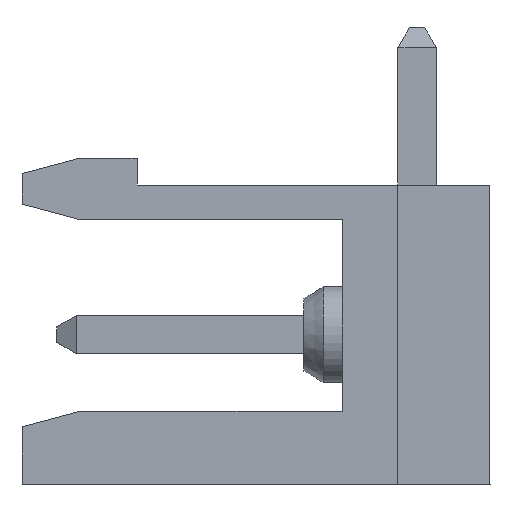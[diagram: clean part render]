
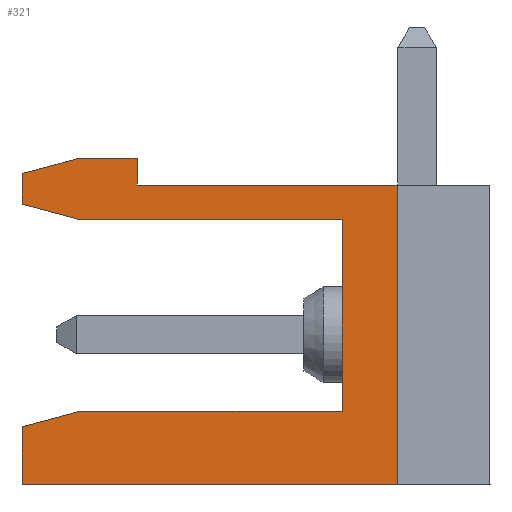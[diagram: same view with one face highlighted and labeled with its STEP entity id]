
A CAD part, left-side view. The second image highlights one B-rep face of the part: STEP entity #321.
In plain terms, the highlighted planar face has unit normal (-1, 0, 0).
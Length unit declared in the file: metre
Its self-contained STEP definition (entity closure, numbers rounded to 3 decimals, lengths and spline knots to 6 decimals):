
#321=ADVANCED_FACE('',(#728),#729,.F.);
#728=FACE_OUTER_BOUND('',#1226,.T.);
#729=PLANE('',#1227);
#1226=EDGE_LOOP('',(#2115,#2116,#2117,#2118,#2119,#2120,#2121,#2122,#2123,#2124,#2125,#2126,#2127));
#1227=AXIS2_PLACEMENT_3D('',#2128,#2129,#2130);
#2115=ORIENTED_EDGE('',*,*,#3278,.F.);
#2116=ORIENTED_EDGE('',*,*,#3279,.F.);
#2117=ORIENTED_EDGE('',*,*,#3280,.F.);
#2118=ORIENTED_EDGE('',*,*,#3281,.F.);
#2119=ORIENTED_EDGE('',*,*,#3017,.F.);
#2120=ORIENTED_EDGE('',*,*,#3108,.F.);
#2121=ORIENTED_EDGE('',*,*,#3080,.F.);
#2122=ORIENTED_EDGE('',*,*,#3282,.T.);
#2123=ORIENTED_EDGE('',*,*,#2993,.T.);
#2124=ORIENTED_EDGE('',*,*,#3283,.F.);
#2125=ORIENTED_EDGE('',*,*,#3284,.T.);
#2126=ORIENTED_EDGE('',*,*,#3285,.F.);
#2127=ORIENTED_EDGE('',*,*,#3126,.F.);
#2128=CARTESIAN_POINT('',(-0.03466,0.0098,0.000699));
#2129=DIRECTION('',(1.0,0.,0.));
#2130=DIRECTION('',(0.,1.0,0.));
#2993=EDGE_CURVE('',#3588,#3585,#3589,.T.);
#3017=EDGE_CURVE('',#3624,#3627,#3628,.T.);
#3080=EDGE_CURVE('',#3728,#3731,#3732,.T.);
#3108=EDGE_CURVE('',#3731,#3624,#3777,.T.);
#3126=EDGE_CURVE('',#3803,#3806,#3807,.T.);
#3278=EDGE_CURVE('',#4034,#3803,#4035,.T.);
#3279=EDGE_CURVE('',#4036,#4034,#4037,.T.);
#3280=EDGE_CURVE('',#4038,#4036,#4039,.T.);
#3281=EDGE_CURVE('',#3627,#4038,#4040,.T.);
#3282=EDGE_CURVE('',#3728,#3588,#4041,.T.);
#3283=EDGE_CURVE('',#4042,#3585,#4043,.T.);
#3284=EDGE_CURVE('',#4042,#4044,#4045,.T.);
#3285=EDGE_CURVE('',#3806,#4044,#4046,.T.);
#3585=VERTEX_POINT('',#4430);
#3588=VERTEX_POINT('',#4434);
#3589=LINE('',#4435,#4436);
#3624=VERTEX_POINT('',#4488);
#3627=VERTEX_POINT('',#4492);
#3628=LINE('',#4493,#4494);
#3728=VERTEX_POINT('',#4641);
#3731=VERTEX_POINT('',#4645);
#3732=LINE('',#4646,#4647);
#3777=LINE('',#4713,#4714);
#3803=VERTEX_POINT('',#4753);
#3806=VERTEX_POINT('',#4757);
#3807=LINE('',#4758,#4759);
#4034=VERTEX_POINT('',#5100);
#4035=LINE('',#5101,#5102);
#4036=VERTEX_POINT('',#5103);
#4037=LINE('',#5104,#5105);
#4038=VERTEX_POINT('',#5106);
#4039=LINE('',#5107,#5108);
#4040=LINE('',#5109,#5110);
#4041=LINE('',#5111,#5112);
#4042=VERTEX_POINT('',#5113);
#4043=LINE('',#5114,#5115);
#4044=VERTEX_POINT('',#5116);
#4045=LINE('',#5117,#5118);
#4046=LINE('',#5119,#5120);
#4430=CARTESIAN_POINT('',(-0.03466,0.00145,-0.000901));
#4434=CARTESIAN_POINT('',(-0.03466,0.008307,-0.000901));
#4435=CARTESIAN_POINT('',(-0.03466,0.0015,-0.000901));
#4436=VECTOR('',#5551,1.0);
#4488=CARTESIAN_POINT('',(-0.03466,0.008307,0.000699));
#4492=CARTESIAN_POINT('',(-0.03466,0.0068,0.000699));
#4493=CARTESIAN_POINT('',(-0.03466,0.0068,0.000699));
#4494=VECTOR('',#5570,1.0);
#4641=CARTESIAN_POINT('',(-0.03466,0.0098,-0.000501));
#4645=CARTESIAN_POINT('',(-0.03466,0.0098,0.000299));
#4646=CARTESIAN_POINT('',(-0.03466,0.0098,-0.006303));
#4647=VECTOR('',#5622,1.0);
#4713=CARTESIAN_POINT('',(-0.03466,0.008307,0.000699));
#4714=VECTOR('',#5644,1.0);
#4753=CARTESIAN_POINT('',(-0.03466,0.0098,-0.007801));
#4757=CARTESIAN_POINT('',(-0.03466,0.0098,-0.006303));
#4758=CARTESIAN_POINT('',(-0.03466,0.0098,-0.006303));
#4759=VECTOR('',#5659,1.0);
#5100=CARTESIAN_POINT('',(-0.03466,0.,-0.007801));
#5101=CARTESIAN_POINT('',(-0.03466,0.0098,-0.007801));
#5102=VECTOR('',#5789,1.0);
#5103=CARTESIAN_POINT('',(-0.03466,0.,0.));
#5104=CARTESIAN_POINT('',(-0.03466,0.,-0.007801));
#5105=VECTOR('',#5790,1.0);
#5106=CARTESIAN_POINT('',(-0.03466,0.0068,0.));
#5107=CARTESIAN_POINT('',(-0.03466,0.,0.));
#5108=VECTOR('',#5791,1.0);
#5109=CARTESIAN_POINT('',(-0.03466,0.0068,0.000299));
#5110=VECTOR('',#5792,1.0);
#5111=CARTESIAN_POINT('',(-0.03466,0.001956,-0.002603));
#5112=VECTOR('',#5793,1.0);
#5113=CARTESIAN_POINT('',(-0.03466,0.00145,-0.005901));
#5114=CARTESIAN_POINT('',(-0.03466,0.00145,-0.000901));
#5115=VECTOR('',#5794,1.0);
#5116=CARTESIAN_POINT('',(-0.03466,0.0083,-0.005901));
#5117=CARTESIAN_POINT('',(-0.03466,0.0015,-0.005901));
#5118=VECTOR('',#5795,1.0);
#5119=CARTESIAN_POINT('',(-0.03466,0.0083,-0.005901));
#5120=VECTOR('',#5796,1.0);
#5551=DIRECTION('',(0.,-1.0,0.));
#5570=DIRECTION('',(0.,-1.0,0.));
#5622=DIRECTION('',(0.,0.,1.0));
#5644=DIRECTION('',(0.,-0.966,0.259));
#5659=DIRECTION('',(0.,0.,1.0));
#5789=DIRECTION('',(0.,1.0,0.));
#5790=DIRECTION('',(0.,0.,-1.0));
#5791=DIRECTION('',(0.,-1.0,0.));
#5792=DIRECTION('',(0.,0.,-1.0));
#5793=DIRECTION('',(0.,-0.966,-0.259));
#5794=DIRECTION('',(0.,0.,1.0));
#5795=DIRECTION('',(0.,1.0,0.));
#5796=DIRECTION('',(0.,-0.966,0.259));
